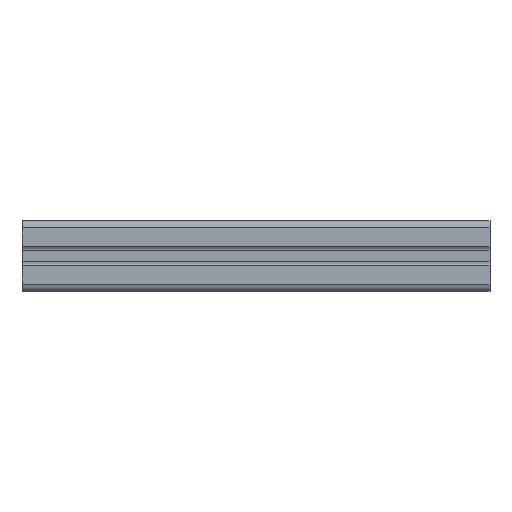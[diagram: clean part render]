
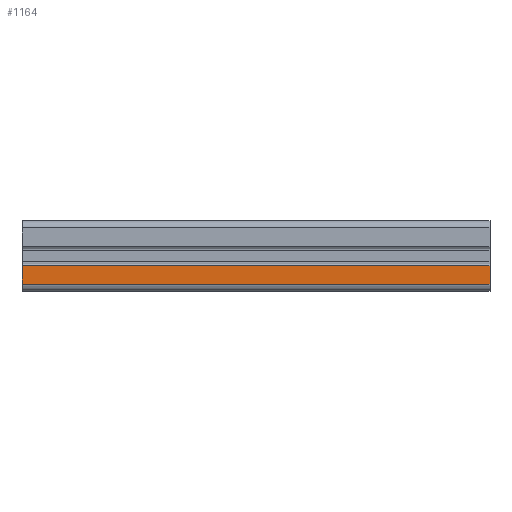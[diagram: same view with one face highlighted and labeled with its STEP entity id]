
A CAD part, left-side view. The second image highlights one B-rep face of the part: STEP entity #1164.
In plain terms, the highlighted planar face has unit normal (-1, 0, 0).
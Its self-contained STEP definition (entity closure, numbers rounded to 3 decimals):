
#158 = CARTESIAN_POINT ( 'NONE',  ( -15., 200., -4.175 ) ) ;
#220 = VECTOR ( 'NONE', #3665, 1000. ) ;
#362 = DIRECTION ( 'NONE',  ( 0., 1., 0. ) ) ;
#364 = VERTEX_POINT ( 'NONE', #2489 ) ;
#916 = VECTOR ( 'NONE', #362, 1000. ) ;
#1075 = CARTESIAN_POINT ( 'NONE',  ( -15., 0., -12. ) ) ;
#1146 = DIRECTION ( 'NONE',  ( -1., 0., 0. ) ) ;
#1164 = ADVANCED_FACE ( 'NONE', ( #3107 ), #3139, .T. ) ;
#1279 = AXIS2_PLACEMENT_3D ( 'NONE', #1075, #1146, #1881 ) ;
#1823 = EDGE_CURVE ( 'NONE', #3391, #4671, #2709, .T. ) ;
#1881 = DIRECTION ( 'NONE',  ( 0., 0., 1. ) ) ;
#1976 = LINE ( 'NONE', #2777, #916 ) ;
#2386 = CARTESIAN_POINT ( 'NONE',  ( -15., 0., -12. ) ) ;
#2489 = CARTESIAN_POINT ( 'NONE',  ( -15., 0., -4.175 ) ) ;
#2569 = VERTEX_POINT ( 'NONE', #2386 ) ;
#2625 = ORIENTED_EDGE ( 'NONE', *, *, #1823, .F. ) ;
#2709 = LINE ( 'NONE', #3644, #3034 ) ;
#2739 = ORIENTED_EDGE ( 'NONE', *, *, #4541, .F. ) ;
#2751 = ORIENTED_EDGE ( 'NONE', *, *, #4288, .T. ) ;
#2777 = CARTESIAN_POINT ( 'NONE',  ( -15., 0., -4.175 ) ) ;
#2891 = ORIENTED_EDGE ( 'NONE', *, *, #4973, .T. ) ;
#3006 = EDGE_LOOP ( 'NONE', ( #2891, #2751, #2625, #2739 ) ) ;
#3034 = VECTOR ( 'NONE', #4480, 1000. ) ;
#3050 = VECTOR ( 'NONE', #4845, 1000. ) ;
#3107 = FACE_OUTER_BOUND ( 'NONE', #3006, .T. ) ;
#3139 = PLANE ( 'NONE',  #1279 ) ;
#3246 = LINE ( 'NONE', #5054, #220 ) ;
#3391 = VERTEX_POINT ( 'NONE', #4283 ) ;
#3644 = CARTESIAN_POINT ( 'NONE',  ( -15., 200., 0. ) ) ;
#3665 = DIRECTION ( 'NONE',  ( 0., 1., 0. ) ) ;
#3884 = LINE ( 'NONE', #5255, #3050 ) ;
#4283 = CARTESIAN_POINT ( 'NONE',  ( -15., 200., -12. ) ) ;
#4288 = EDGE_CURVE ( 'NONE', #364, #4671, #1976, .T. ) ;
#4480 = DIRECTION ( 'NONE',  ( 0., 0., 1. ) ) ;
#4541 = EDGE_CURVE ( 'NONE', #2569, #3391, #3246, .T. ) ;
#4671 = VERTEX_POINT ( 'NONE', #158 ) ;
#4845 = DIRECTION ( 'NONE',  ( 0., 0., 1. ) ) ;
#4973 = EDGE_CURVE ( 'NONE', #2569, #364, #3884, .T. ) ;
#5054 = CARTESIAN_POINT ( 'NONE',  ( -15., 0., -12. ) ) ;
#5255 = CARTESIAN_POINT ( 'NONE',  ( -15., 0., -12. ) ) ;
